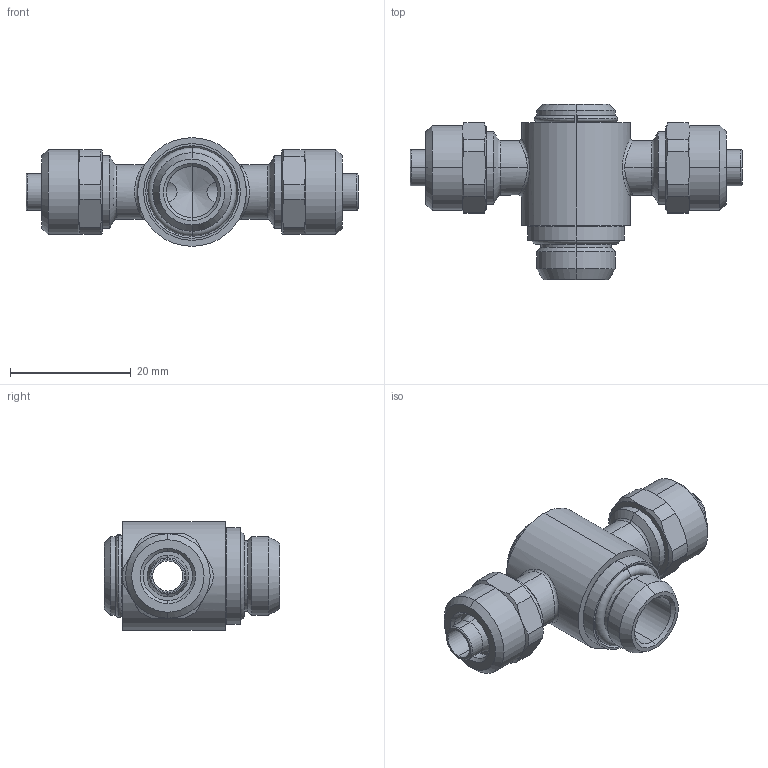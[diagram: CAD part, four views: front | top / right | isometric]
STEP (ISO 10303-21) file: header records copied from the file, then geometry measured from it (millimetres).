
FILE_DESCRIPTION(( 'MC.31.08.14.STEP' ), '1');
FILE_NAME( 'MC.31.08.14.STEP', '2019-06-20T09:00:37',( 'Sopra'),('sopra-pneumatic.com'), 'SwSTEP 2.0','SolidWorks 2009','' );
FILE_SCHEMA (( 'CONFIG_CONTROL_DESIGN' ));
Length unit declared in the file: millimetre
Products named in the file (1): 02210042
Bounding box: 55 x 29 x 18 mm (x, y, z)
Volume: 7952 mm3; surface area: 5521.8 mm2
Topology: 3 solids, 3 shells, 166 faces, 376 edges, 224 vertices
Faces by surface type: cylinder 54, cone 52, plane 42, torus 14, bspline 4
Entity records: 5645 total; most frequent: CARTESIAN_POINT 1881, DIRECTION 806, ORIENTED_EDGE 744, EDGE_CURVE 372, AXIS2_PLACEMENT_3D 341, VERTEX_POINT 224, EDGE_LOOP 184, CIRCLE 178
